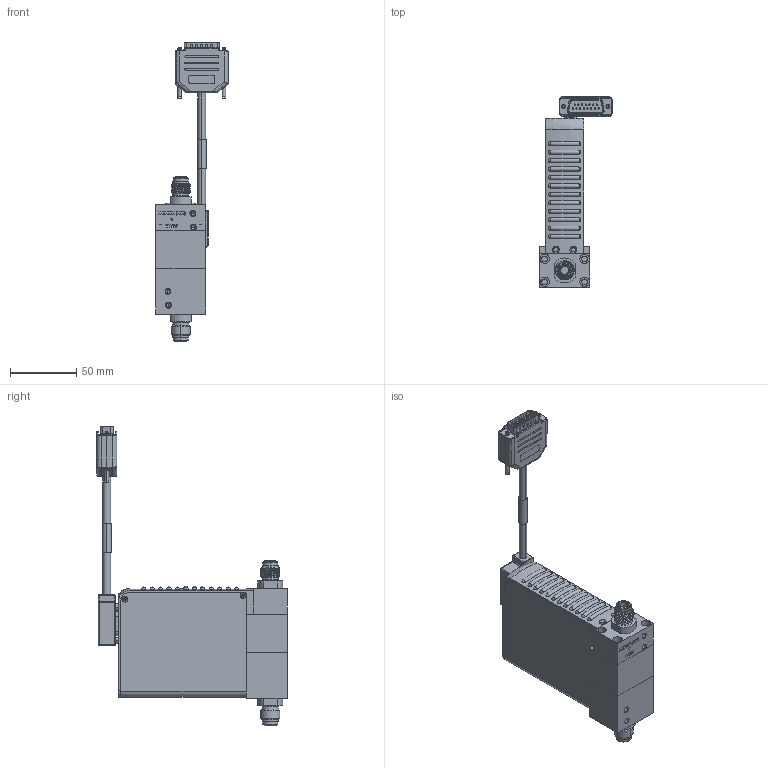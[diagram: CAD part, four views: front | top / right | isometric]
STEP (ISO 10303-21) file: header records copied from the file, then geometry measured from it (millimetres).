
FILE_DESCRIPTION (( 'STEP AP203' ), '1' );
FILE_NAME ('GF100-GF120-GF125-VX-KX.STEP', '2020-04-03T20:07:54', ( '' ), ( '' ), 'SwSTEP 2.0', 'SolidWorks 2019', '' );
FILE_SCHEMA (( 'CONFIG_CONTROL_DESIGN' ));
Products named in the file (2): GF100-GF120-GF125-VX-KX
Bounding box: 54.7 x 143.25 x 225.36 mm (x, y, z)
Volume: 151992 mm3; surface area: 97534.1 mm2
Topology: 36 solids, 36 shells, 2185 faces, 5549 edges, 3532 vertices
Faces by surface type: plane 1180, cylinder 652, cone 173, bspline 113, torus 41, sphere 26
Entity records: 76713 total; most frequent: CARTESIAN_POINT 24086, ORIENTED_EDGE 10922, DIRECTION 10835, EDGE_CURVE 5461, AXIS2_PLACEMENT_3D 3673, VERTEX_POINT 3526, VECTOR 3489, LINE 3489
